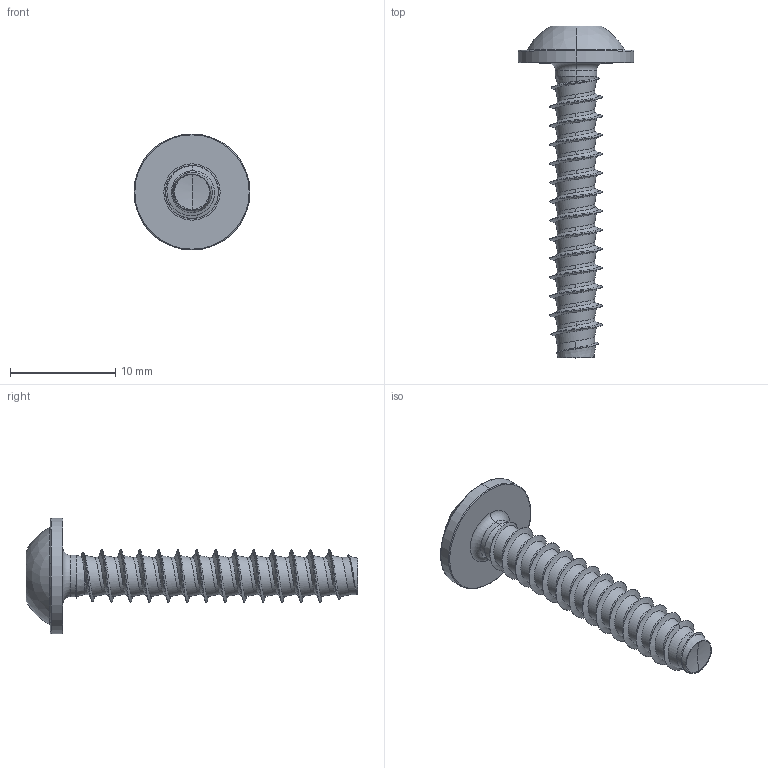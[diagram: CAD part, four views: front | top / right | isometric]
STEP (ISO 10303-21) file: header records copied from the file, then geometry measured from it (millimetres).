
FILE_DESCRIPTION (( 'STEP AP203' ), '1' );
FILE_NAME ('STP380500280.STEP', '2020-09-04T13:00:52', ( '' ), ( '' ), 'SwSTEP 2.0', 'SolidWorks 2015', '' );
FILE_SCHEMA (( 'CONFIG_CONTROL_DESIGN' ));
Length unit declared in the file: millimetre
Products named in the file (2): STP380500280
Bounding box: 11 x 31.5 x 11 mm (x, y, z)
Volume: 515.3 mm3; surface area: 786.8 mm2
Topology: 1 solids, 1 shells, 116 faces, 292 edges, 179 vertices
Faces by surface type: cylinder 55, bspline 35, cone 11, torus 8, sphere 4, plane 3
Entity records: 24244 total; most frequent: CARTESIAN_POINT 21742, ORIENTED_EDGE 580, DIRECTION 372, EDGE_CURVE 290, VERTEX_POINT 179, AXIS2_PLACEMENT_3D 151, B_SPLINE_CURVE_WITH_KNOTS 122, EDGE_LOOP 119
